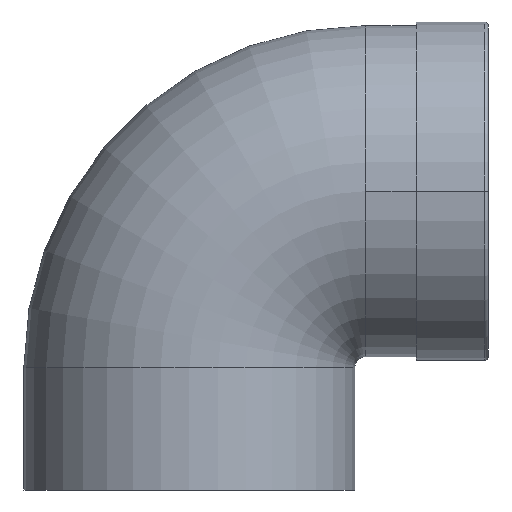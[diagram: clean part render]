
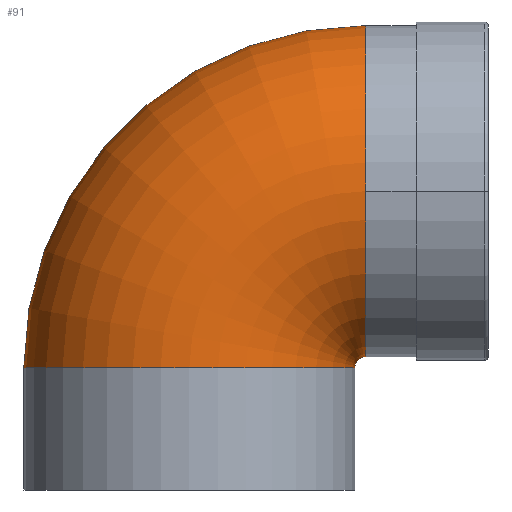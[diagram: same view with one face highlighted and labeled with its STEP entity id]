
A CAD part, front view. The second image highlights one B-rep face of the part: STEP entity #91.
In plain terms, the highlighted toroidal (fillet/blend) face has major radius 49 mm and minor radius 46 mm.
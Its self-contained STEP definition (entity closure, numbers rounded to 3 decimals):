
#91=ADVANCED_FACE('',(#182),#183,.T.);
#182=FACE_OUTER_BOUND('',#267,.T.);
#183=TOROIDAL_SURFACE('',#268,49.0,46.0);
#267=EDGE_LOOP('',(#454,#455,#456,#457,#458));
#268=AXIS2_PLACEMENT_3D('',#459,#460,#461);
#454=ORIENTED_EDGE('',*,*,#480,.T.);
#455=ORIENTED_EDGE('',*,*,#551,.T.);
#456=ORIENTED_EDGE('',*,*,#483,.T.);
#457=ORIENTED_EDGE('',*,*,#548,.T.);
#458=ORIENTED_EDGE('',*,*,#497,.T.);
#459=CARTESIAN_POINT('',(49.0,0.,34.0));
#460=DIRECTION('',(0.0,-1.0,0.0));
#461=DIRECTION('',(0.0,0.0,-1.0));
#480=EDGE_CURVE('',#557,#558,#559,.T.);
#483=EDGE_CURVE('',#564,#562,#565,.T.);
#497=EDGE_CURVE('',#587,#557,#588,.T.);
#548=EDGE_CURVE('',#562,#587,#658,.T.);
#551=EDGE_CURVE('',#558,#564,#661,.T.);
#557=VERTEX_POINT('',#667);
#558=VERTEX_POINT('',#668);
#559=CIRCLE('',#669,95.0);
#562=VERTEX_POINT('',#672);
#564=VERTEX_POINT('',#674);
#565=CIRCLE('',#675,3.0);
#587=VERTEX_POINT('',#900);
#588=CIRCLE('',#901,46.0);
#658=CIRCLE('',#1180,46.0);
#661=CIRCLE('',#1183,46.0);
#667=CARTESIAN_POINT('',(49.0,0.,129.0));
#668=CARTESIAN_POINT('',(-46.0,0.0,34.0));
#669=AXIS2_PLACEMENT_3D('',#1188,#1189,#1190);
#672=CARTESIAN_POINT('',(49.0,0.0,37.0));
#674=CARTESIAN_POINT('',(46.0,0.,34.0));
#675=AXIS2_PLACEMENT_3D('',#1197,#1198,#1199);
#900=CARTESIAN_POINT('',(49.0,-46.0,83.0));
#901=AXIS2_PLACEMENT_3D('',#1215,#1216,#1217);
#1180=AXIS2_PLACEMENT_3D('',#1293,#1294,#1295);
#1183=AXIS2_PLACEMENT_3D('',#1296,#1297,#1298);
#1188=CARTESIAN_POINT('',(49.0,0.,34.0));
#1189=DIRECTION('',(0.0,-1.0,0.0));
#1190=DIRECTION('',(0.0,0.0,-1.0));
#1197=CARTESIAN_POINT('',(49.0,0.,34.0));
#1198=DIRECTION('',(-0.0,1.0,0.0));
#1199=DIRECTION('',(0.0,0.0,-1.0));
#1215=CARTESIAN_POINT('',(49.0,0.,83.0));
#1216=DIRECTION('',(-1.0,0.0,0.0));
#1217=DIRECTION('',(0.0,0.,-1.0));
#1293=CARTESIAN_POINT('',(49.0,0.,83.0));
#1294=DIRECTION('',(-1.0,0.0,0.0));
#1295=DIRECTION('',(0.0,0.,-1.0));
#1296=CARTESIAN_POINT('',(0.0,0.0,34.0));
#1297=DIRECTION('',(0.0,0.0,1.0));
#1298=DIRECTION('',(-1.0,0.0,0.0));
